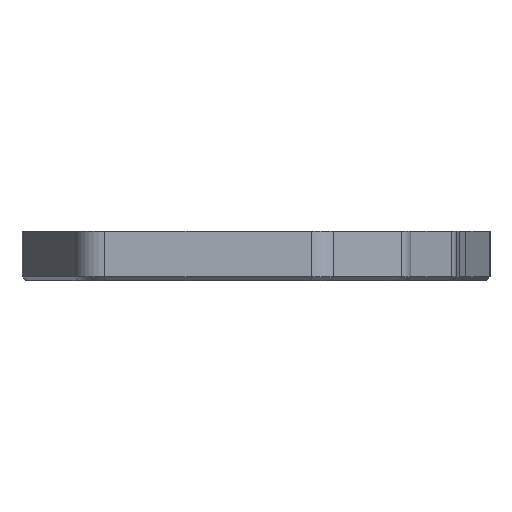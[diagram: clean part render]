
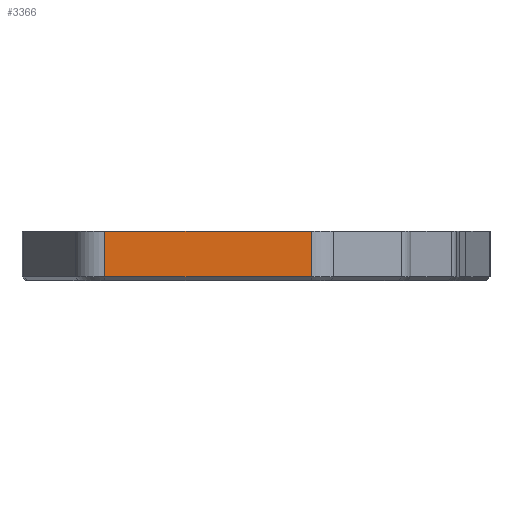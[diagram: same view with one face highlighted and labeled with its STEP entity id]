
A CAD part, left-side view. The second image highlights one B-rep face of the part: STEP entity #3366.
In plain terms, the highlighted planar face has unit normal (-1, 0, 0).
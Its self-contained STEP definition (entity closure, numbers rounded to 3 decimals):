
#93=PLANE('',#3611);
#205=FACE_OUTER_BOUND('',#390,.T.);
#390=EDGE_LOOP('',(#2463,#2464,#2465,#2466));
#623=LINE('',#5168,#957);
#647=LINE('',#5237,#981);
#648=LINE('',#5241,#982);
#649=LINE('',#5242,#983);
#957=VECTOR('',#4098,10.);
#981=VECTOR('',#4174,10.);
#982=VECTOR('',#4179,10.);
#983=VECTOR('',#4180,10.);
#1461=VERTEX_POINT('',#5158);
#1463=VERTEX_POINT('',#5164);
#1483=VERTEX_POINT('',#5236);
#1484=VERTEX_POINT('',#5240);
#1828=EDGE_CURVE('',#1461,#1463,#623,.T.);
#1863=EDGE_CURVE('',#1463,#1483,#647,.T.);
#1865=EDGE_CURVE('',#1461,#1484,#648,.T.);
#1866=EDGE_CURVE('',#1483,#1484,#649,.T.);
#2463=ORIENTED_EDGE('',*,*,#1828,.F.);
#2464=ORIENTED_EDGE('',*,*,#1865,.T.);
#2465=ORIENTED_EDGE('',*,*,#1866,.F.);
#2466=ORIENTED_EDGE('',*,*,#1863,.F.);
#3366=ADVANCED_FACE('',(#205),#93,.T.);
#3611=AXIS2_PLACEMENT_3D('',#5239,#4177,#4178);
#4098=DIRECTION('',(0.,1.,0.));
#4174=DIRECTION('',(0.,0.,1.));
#4177=DIRECTION('center_axis',(-1.,0.,0.));
#4178=DIRECTION('ref_axis',(0.,-1.,0.));
#4179=DIRECTION('',(0.,0.,1.));
#4180=DIRECTION('',(0.,-1.,0.));
#5158=CARTESIAN_POINT('',(-16.925,9.938,1.));
#5164=CARTESIAN_POINT('',(-16.925,65.982,1.));
#5168=CARTESIAN_POINT('',(-16.925,45.485,1.));
#5236=CARTESIAN_POINT('',(-16.925,65.982,13.3));
#5237=CARTESIAN_POINT('',(-16.925,65.982,0.));
#5239=CARTESIAN_POINT('Origin',(-16.925,65.982,0.));
#5240=CARTESIAN_POINT('',(-16.925,9.938,13.3));
#5241=CARTESIAN_POINT('',(-16.925,9.938,0.));
#5242=CARTESIAN_POINT('',(-16.925,45.485,13.3));
